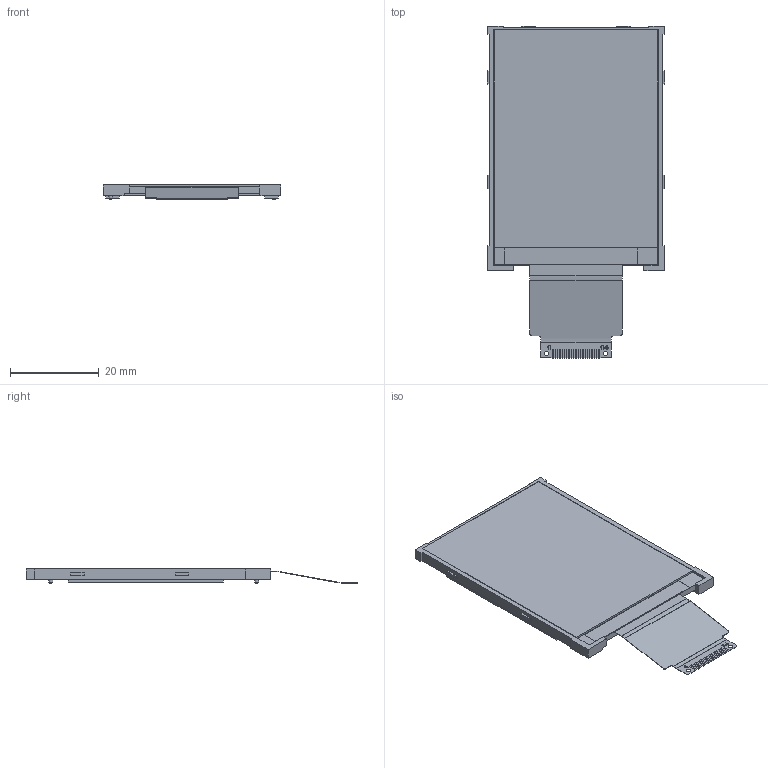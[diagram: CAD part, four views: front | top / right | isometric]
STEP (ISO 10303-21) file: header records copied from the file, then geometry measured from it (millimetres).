
FILE_DESCRIPTION(/* description */ ('Unknown'),/* implementation_level */ '2;1');
FILE_NAME(/* name */ '2.2 TFT ILI9341 - Flat - With Glass',/* time_stamp */ '2024-09-23T00:27:35-04:00',/* author */ ('Unknown'),/* organization */ ('Unknown'),/* preprocessor_version */ 'ST-DEVELOPER v16.7',/* originating_system */ 'Solid Edge',/* authorisation */ 'Unknown');
FILE_SCHEMA (('AUTOMOTIVE_DESIGN {1 0 10303 214 3 1 1}'));
Length unit declared in the file: millimetre
Products named in the file (3): 2.2 TFT ILI9341 - Flat - With Glass; 2.2 TFT ILI9341 - Flat; Glass
Assembly tree (2 placements, depth 2):
  2.2 TFT ILI9341 - Flat - With Glass
    2.2 TFT ILI9341 - Flat
    Glass
Bounding box: 40.03 x 74.94 x 3.23 mm (x, y, z)
Volume: 5197.9 mm3; surface area: 9924 mm2
Topology: 2 solids, 22 shells, 651 faces, 1675 edges, 1116 vertices
Faces by surface type: plane 531, bspline 104, cylinder 14, torus 2
Full cylindrical faces by diameter (mm): 0.9 x2, 1 x2
Entity records: 28004 total; most frequent: CARTESIAN_POINT 9207, ORIENTED_EDGE 3310, DIRECTION 2111, EDGE_CURVE 1655, VERTEX_POINT 1112, LINE 951, VECTOR 951, EDGE_LOOP 731
